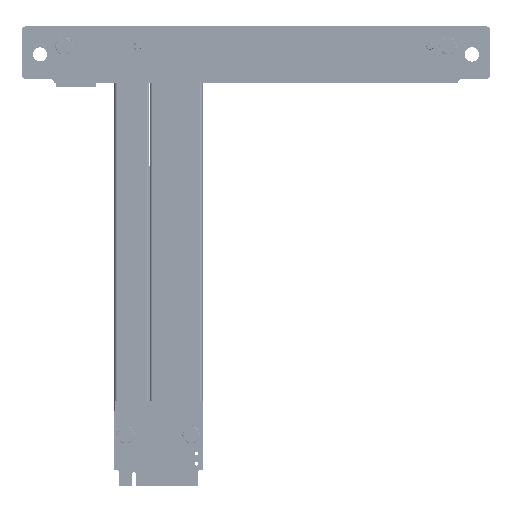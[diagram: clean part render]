
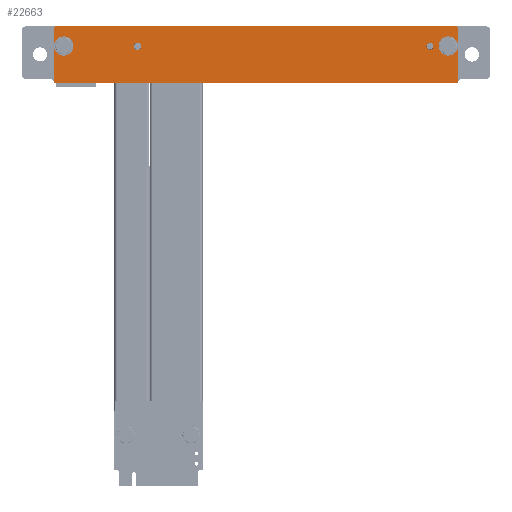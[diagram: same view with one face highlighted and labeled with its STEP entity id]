
A CAD part, top view. The second image highlights one B-rep face of the part: STEP entity #22663.
In plain terms, the highlighted face is planar.
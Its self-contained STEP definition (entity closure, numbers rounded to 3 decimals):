
#16924 = EDGE_CURVE('',#16925,#16927,#16929,.T.);
#16925 = VERTEX_POINT('',#16926);
#16926 = CARTESIAN_POINT('',(98.701,4.407,-0.7));
#16927 = VERTEX_POINT('',#16928);
#16928 = CARTESIAN_POINT('',(98.701,-8.826,-0.7));
#16929 = LINE('',#16930,#16931);
#16930 = CARTESIAN_POINT('',(98.701,4.907,-0.7));
#16931 = VECTOR('',#16932,1.);
#16932 = DIRECTION('',(0.,-1.,0.));
#16957 = VERTEX_POINT('',#16958);
#16958 = CARTESIAN_POINT('',(98.201,4.907,-0.7));
#16964 = EDGE_CURVE('',#16965,#16957,#16967,.T.);
#16965 = VERTEX_POINT('',#16966);
#16966 = CARTESIAN_POINT('',(-1.994,4.907,-0.7));
#16967 = LINE('',#16968,#16969);
#16968 = CARTESIAN_POINT('',(-2.494,4.907,-0.7));
#16969 = VECTOR('',#16970,1.);
#16970 = DIRECTION('',(1.,0.,0.));
#16988 = VERTEX_POINT('',#16989);
#16989 = CARTESIAN_POINT('',(-2.494,4.407,-0.7));
#16995 = EDGE_CURVE('',#16996,#16988,#16998,.T.);
#16996 = VERTEX_POINT('',#16997);
#16997 = CARTESIAN_POINT('',(-2.494,-8.826,-0.7));
#16998 = LINE('',#16999,#17000);
#16999 = CARTESIAN_POINT('',(-2.494,-9.326,-0.7));
#17000 = VECTOR('',#17001,1.);
#17001 = DIRECTION('',(0.,1.,0.));
#17019 = VERTEX_POINT('',#17020);
#17020 = CARTESIAN_POINT('',(-1.994,-9.326,-0.7));
#17026 = EDGE_CURVE('',#17027,#17019,#17029,.T.);
#17027 = VERTEX_POINT('',#17028);
#17028 = CARTESIAN_POINT('',(98.201,-9.326,-0.7));
#17029 = LINE('',#17030,#17031);
#17030 = CARTESIAN_POINT('',(98.701,-9.326,-0.7));
#17031 = VECTOR('',#17032,1.);
#17032 = DIRECTION('',(-1.,0.,0.));
#22663 = ADVANCED_FACE('',(#22664,#22675,#22686),#22720,.T.);
#22664 = FACE_BOUND('',#22665,.T.);
#22665 = EDGE_LOOP('',(#22666));
#22666 = ORIENTED_EDGE('',*,*,#22667,.F.);
#22667 = EDGE_CURVE('',#22668,#22668,#22670,.T.);
#22668 = VERTEX_POINT('',#22669);
#22669 = CARTESIAN_POINT('',(-2.4,0.,-0.7));
#22670 = CIRCLE('',#22671,2.4);
#22671 = AXIS2_PLACEMENT_3D('',#22672,#22673,#22674);
#22672 = CARTESIAN_POINT('',(0.,0.,-0.7));
#22673 = DIRECTION('',(0.,0.,-1.));
#22674 = DIRECTION('',(-1.,0.,0.));
#22675 = FACE_BOUND('',#22676,.T.);
#22676 = EDGE_LOOP('',(#22677));
#22677 = ORIENTED_EDGE('',*,*,#22678,.F.);
#22678 = EDGE_CURVE('',#22679,#22679,#22681,.T.);
#22679 = VERTEX_POINT('',#22680);
#22680 = CARTESIAN_POINT('',(93.801,-0.001,-0.7)
  );
#22681 = CIRCLE('',#22682,2.4);
#22682 = AXIS2_PLACEMENT_3D('',#22683,#22684,#22685);
#22683 = CARTESIAN_POINT('',(96.201,-0.001,-0.7)
  );
#22684 = DIRECTION('',(0.,0.,-1.));
#22685 = DIRECTION('',(-1.,0.,0.));
#22686 = FACE_BOUND('',#22687,.T.);
#22687 = EDGE_LOOP('',(#22688,#22689,#22696,#22697,#22704,#22705,#22712,
    #22713));
#22688 = ORIENTED_EDGE('',*,*,#16964,.T.);
#22689 = ORIENTED_EDGE('',*,*,#22690,.T.);
#22690 = EDGE_CURVE('',#16957,#16925,#22691,.T.);
#22691 = CIRCLE('',#22692,0.5);
#22692 = AXIS2_PLACEMENT_3D('',#22693,#22694,#22695);
#22693 = CARTESIAN_POINT('',(98.201,4.407,-0.7));
#22694 = DIRECTION('',(0.,0.,-1.));
#22695 = DIRECTION('',(-1.,0.,0.));
#22696 = ORIENTED_EDGE('',*,*,#16924,.T.);
#22697 = ORIENTED_EDGE('',*,*,#22698,.T.);
#22698 = EDGE_CURVE('',#16927,#17027,#22699,.T.);
#22699 = CIRCLE('',#22700,0.5);
#22700 = AXIS2_PLACEMENT_3D('',#22701,#22702,#22703);
#22701 = CARTESIAN_POINT('',(98.201,-8.826,-0.7));
#22702 = DIRECTION('',(0.,0.,-1.));
#22703 = DIRECTION('',(-1.,0.,0.));
#22704 = ORIENTED_EDGE('',*,*,#17026,.T.);
#22705 = ORIENTED_EDGE('',*,*,#22706,.T.);
#22706 = EDGE_CURVE('',#17019,#16996,#22707,.T.);
#22707 = CIRCLE('',#22708,0.5);
#22708 = AXIS2_PLACEMENT_3D('',#22709,#22710,#22711);
#22709 = CARTESIAN_POINT('',(-1.994,-8.826,-0.7));
#22710 = DIRECTION('',(0.,0.,-1.));
#22711 = DIRECTION('',(-1.,0.,0.));
#22712 = ORIENTED_EDGE('',*,*,#16995,.T.);
#22713 = ORIENTED_EDGE('',*,*,#22714,.T.);
#22714 = EDGE_CURVE('',#16988,#16965,#22715,.T.);
#22715 = CIRCLE('',#22716,0.5);
#22716 = AXIS2_PLACEMENT_3D('',#22717,#22718,#22719);
#22717 = CARTESIAN_POINT('',(-1.994,4.407,-0.7));
#22718 = DIRECTION('',(0.,0.,-1.));
#22719 = DIRECTION('',(-1.,0.,0.));
#22720 = PLANE('',#22721);
#22721 = AXIS2_PLACEMENT_3D('',#22722,#22723,#22724);
#22722 = CARTESIAN_POINT('',(0.,0.,-0.7));
#22723 = DIRECTION('',(0.,0.,-1.));
#22724 = DIRECTION('',(-1.,0.,0.));
